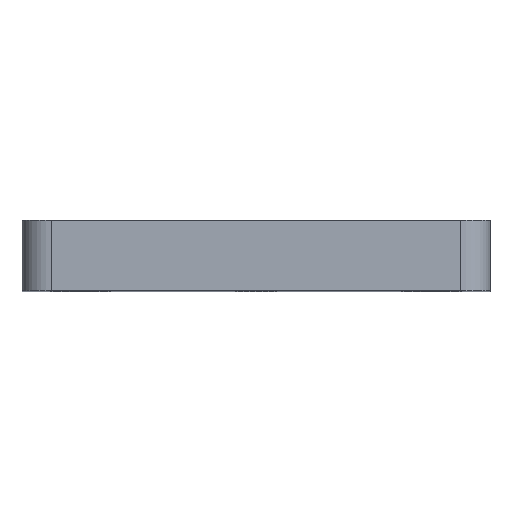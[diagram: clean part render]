
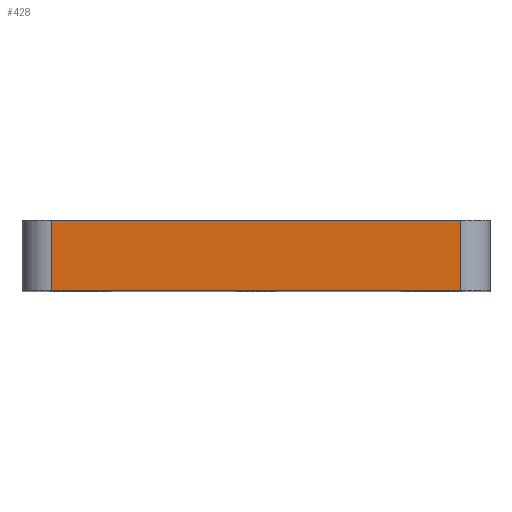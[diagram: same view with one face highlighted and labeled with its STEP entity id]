
A CAD part, top view. The second image highlights one B-rep face of the part: STEP entity #428.
In plain terms, the highlighted planar face has unit normal (0, 0, 1).
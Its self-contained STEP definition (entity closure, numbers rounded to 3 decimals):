
#133 = ORIENTED_EDGE ( 'NONE', *, *, #947, .T. ) ;
#148 = CARTESIAN_POINT ( 'NONE',  ( 40., 0., 45. ) ) ;
#158 = CARTESIAN_POINT ( 'NONE',  ( 35., 12., 45. ) ) ;
#160 = ORIENTED_EDGE ( 'NONE', *, *, #327, .F. ) ;
#166 = DIRECTION ( 'NONE',  ( 0., -1., 0. ) ) ;
#172 = VECTOR ( 'NONE', #673, 1000. ) ;
#185 = EDGE_CURVE ( 'NONE', #1073, #917, #944, .T. ) ;
#214 = VECTOR ( 'NONE', #166, 1000. ) ;
#260 = CARTESIAN_POINT ( 'NONE',  ( 40., 12., 45. ) ) ;
#264 = CARTESIAN_POINT ( 'NONE',  ( 40., 12., 45. ) ) ;
#311 = CARTESIAN_POINT ( 'NONE',  ( -35., 12., 45. ) ) ;
#314 = EDGE_CURVE ( 'NONE', #337, #1073, #984, .T. ) ;
#327 = EDGE_CURVE ( 'NONE', #337, #894, #483, .T. ) ;
#337 = VERTEX_POINT ( 'NONE', #311 ) ;
#381 = EDGE_LOOP ( 'NONE', ( #160, #860, #1012, #133 ) ) ;
#428 = ADVANCED_FACE ( 'NONE', ( #841 ), #604, .F. ) ;
#432 = CARTESIAN_POINT ( 'NONE',  ( 35., 0., 45. ) ) ;
#436 = DIRECTION ( 'NONE',  ( 0., 0., -1. ) ) ;
#444 = DIRECTION ( 'NONE',  ( -1., 0., 0. ) ) ;
#449 = DIRECTION ( 'NONE',  ( 1., 0., 0. ) ) ;
#456 = VECTOR ( 'NONE', #449, 1000. ) ;
#483 = LINE ( 'NONE', #260, #456 ) ;
#495 = LINE ( 'NONE', #158, #526 ) ;
#526 = VECTOR ( 'NONE', #578, 1000. ) ;
#578 = DIRECTION ( 'NONE',  ( 0., 1., 0. ) ) ;
#604 = PLANE ( 'NONE',  #1103 ) ;
#673 = DIRECTION ( 'NONE',  ( 1., 0., 0. ) ) ;
#825 = CARTESIAN_POINT ( 'NONE',  ( -35., 12., 45. ) ) ;
#841 = FACE_OUTER_BOUND ( 'NONE', #381, .T. ) ;
#860 = ORIENTED_EDGE ( 'NONE', *, *, #314, .T. ) ;
#894 = VERTEX_POINT ( 'NONE', #1241 ) ;
#917 = VERTEX_POINT ( 'NONE', #432 ) ;
#944 = LINE ( 'NONE', #148, #172 ) ;
#947 = EDGE_CURVE ( 'NONE', #917, #894, #495, .T. ) ;
#984 = LINE ( 'NONE', #825, #214 ) ;
#1012 = ORIENTED_EDGE ( 'NONE', *, *, #185, .T. ) ;
#1073 = VERTEX_POINT ( 'NONE', #1183 ) ;
#1103 = AXIS2_PLACEMENT_3D ( 'NONE', #264, #436, #444 ) ;
#1183 = CARTESIAN_POINT ( 'NONE',  ( -35., 0., 45. ) ) ;
#1241 = CARTESIAN_POINT ( 'NONE',  ( 35., 12., 45. ) ) ;
